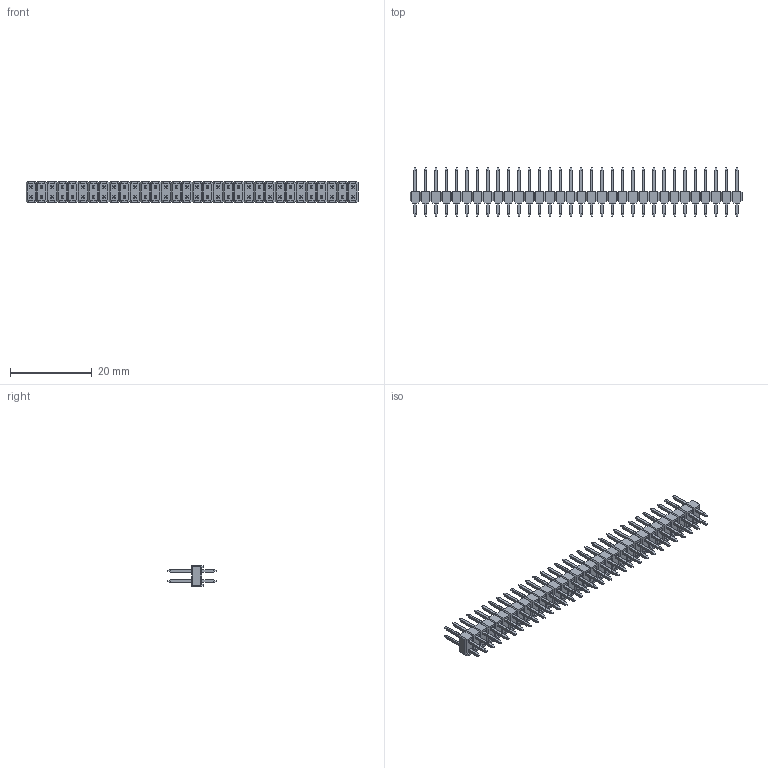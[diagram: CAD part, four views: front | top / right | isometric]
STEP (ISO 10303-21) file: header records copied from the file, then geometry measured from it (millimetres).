
FILE_DESCRIPTION (( 'STEP AP214' ), '1' );
FILE_NAME ('3-826942-2.STEP', '2024-02-20T15:08:36', ( 'LENOVO' ), ( '' ), 'SwSTEP 2.0', 'SolidWorks 2021', '' );
FILE_SCHEMA (( 'AUTOMOTIVE_DESIGN' ));
Length unit declared in the file: millimetre
Products named in the file (1): 3-826942-2
Bounding box: 81.28 x 11.8 x 5 mm (x, y, z)
Volume: 1225.3 mm3; surface area: 2893.8 mm2
Topology: 129 solids, 129 shells, 1794 faces, 3844 edges, 2308 vertices
Faces by surface type: plane 1794
Entity records: 47582 total; most frequent: CARTESIAN_POINT 7947, ORIENTED_EDGE 7688, DIRECTION 7434, EDGE_CURVE 3844, LINE 3844, VECTOR 3844, VERTEX_POINT 2308, AXIS2_PLACEMENT_3D 1795
